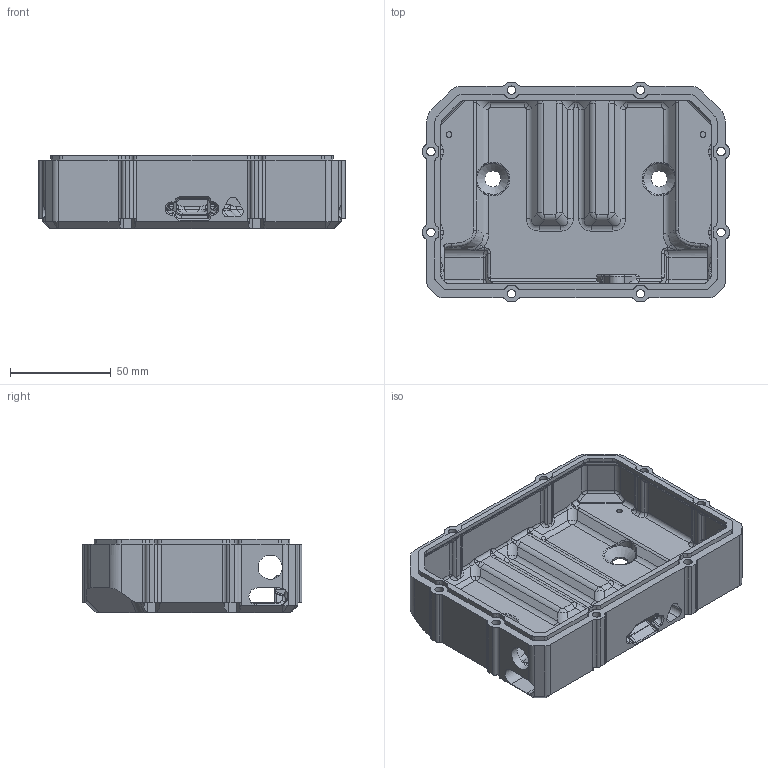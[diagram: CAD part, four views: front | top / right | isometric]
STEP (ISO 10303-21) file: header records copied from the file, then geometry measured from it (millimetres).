
FILE_DESCRIPTION(('HOOPS Exchange Step'),'2;1');
FILE_NAME('temp_export','2021-10-16T19:14:32-04:00',('poastoast'),('Shapr3D Limited'),'HOOPS Exchange 2021.1','Shapr3D','Authorized');
FILE_SCHEMA( ('AP203_CONFIGURATION_CONTROLLED_3D_DESIGN_OF_MECHANICAL_PARTS_AND_ASSEMBLIES_MIM_LF') );
Length unit declared in the file: millimetre
Products named in the file (1): 830475B9-00D9-47F8-B366-6D63BB11F9B3.tmp
Bounding box: 152 x 109 x 36.4 mm (x, y, z)
Volume: 149678.7 mm3; surface area: 66248.9 mm2
Topology: 1 solids, 1 shells, 878 faces, 2308 edges, 1382 vertices
Faces by surface type: cylinder 352, plane 247, bspline 208, sphere 40, torus 19, cone 12
Full cylindrical faces by diameter (mm): 2.6 x2, 2.8 x2, 4.2 x8, 8 x2, 12 x2
Entity records: 55675 total; most frequent: CARTESIAN_POINT 34647, ORIENTED_EDGE 4510, DIRECTION 4336, EDGE_CURVE 2255, AXIS2_PLACEMENT_3D 1664, VERTEX_POINT 1382, VECTOR 1008, LINE 1008
